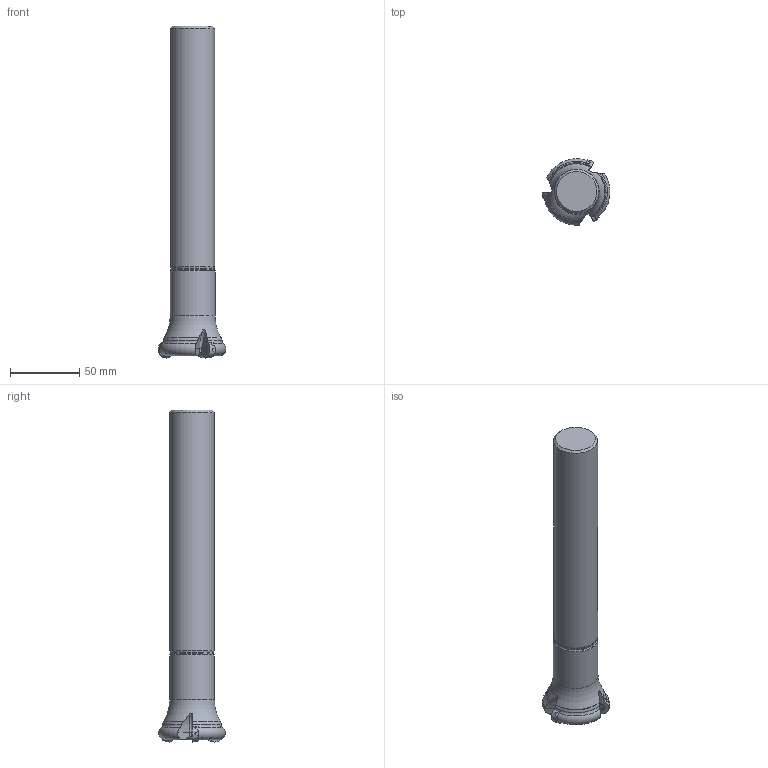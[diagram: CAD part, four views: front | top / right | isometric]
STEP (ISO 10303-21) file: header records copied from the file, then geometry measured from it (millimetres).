
FILE_DESCRIPTION(/* description */ (''),/* implementation_level */ '2;1');
FILE_NAME(/* name */ '1542870277633.stp',/* time_stamp */ '2018-11-22T12:34:57+05:00',/* author */ (''),/* organization */ ('SMS'),/* preprocessor_version */ 'ST-DEVELOPER v15',/* originating_system */ 'SIEMENS PLM Software NX 8.5',/* authorisation */ '');
FILE_SCHEMA (('AUTOMOTIVE_DESIGN { 1 0 10303 214 3 1 1 1 }'));
Length unit declared in the file: millimetre
Products named in the file (4): ASSEMBLY_CONSTRUCTION; 201852526mod000_00; 201912040mod000_00; 201912440mod000_00
Assembly tree (5 placements, depth 2):
  201912440mod000_00
    201912040mod000_00
    201852526mod000_00  x3
    ASSEMBLY_CONSTRUCTION
Bounding box: 49.04 x 48.06 x 240 mm (x, y, z)
Volume: 201241.6 mm3; surface area: 28996.9 mm2
Topology: 4 solids, 4 shells, 237 faces, 613 edges, 402 vertices
Faces by surface type: plane 101, cone 48, extrusion 36, torus 31, cylinder 18, sphere 3
Full cylindrical faces by diameter (mm): 3.5 x3, 4 x3, 5.25 x3, 31.3 x1, 31.992 x1, 32.48 x1
Entity records: 8369 total; most frequent: CARTESIAN_POINT 3307, ORIENTED_EDGE 996, DIRECTION 994, EDGE_CURVE 498, AXIS2_PLACEMENT_3D 415, VERTEX_POINT 334, EDGE_LOOP 249, ADVANCED_FACE 209
